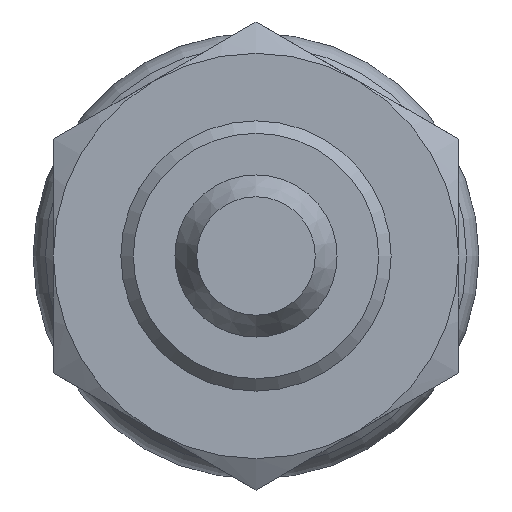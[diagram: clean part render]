
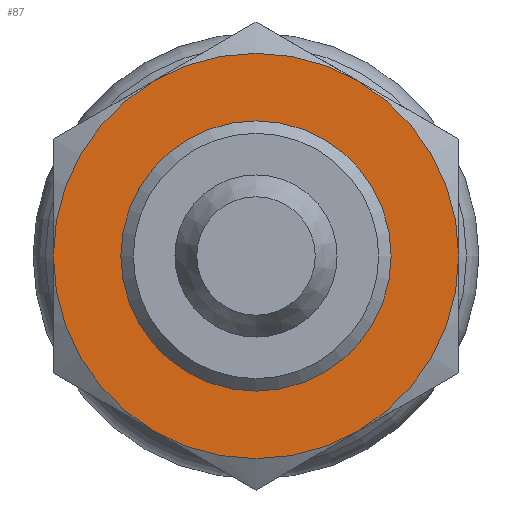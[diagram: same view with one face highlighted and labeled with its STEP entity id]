
A CAD part, front view. The second image highlights one B-rep face of the part: STEP entity #87.
In plain terms, the highlighted planar face has unit normal (0, -1, 0).
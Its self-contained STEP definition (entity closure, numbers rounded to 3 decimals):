
#87 = ADVANCED_FACE( '', ( #211, #212 ), #213, .F. );
#211 = FACE_BOUND( '', #383, .T. );
#212 = FACE_OUTER_BOUND( '', #384, .T. );
#213 = PLANE( '', #385 );
#383 = EDGE_LOOP( '', ( #576 ) );
#384 = EDGE_LOOP( '', ( #577, #578, #579, #580, #581, #582 ) );
#385 = AXIS2_PLACEMENT_3D( '', #583, #584, #585 );
#576 = ORIENTED_EDGE( '', *, *, #926, .F. );
#577 = ORIENTED_EDGE( '', *, *, #927, .T. );
#578 = ORIENTED_EDGE( '', *, *, #928, .T. );
#579 = ORIENTED_EDGE( '', *, *, #929, .T. );
#580 = ORIENTED_EDGE( '', *, *, #930, .T. );
#581 = ORIENTED_EDGE( '', *, *, #931, .T. );
#582 = ORIENTED_EDGE( '', *, *, #932, .T. );
#583 = CARTESIAN_POINT( '', ( 15., -33., 0. ) );
#584 = DIRECTION( '', ( 0., 1., 0. ) );
#585 = DIRECTION( '', ( 0., 0., 1. ) );
#926 = EDGE_CURVE( '', #1081, #1081, #1082, .F. );
#927 = EDGE_CURVE( '', #1044, #1083, #1084, .T. );
#928 = EDGE_CURVE( '', #1083, #1085, #1086, .T. );
#929 = EDGE_CURVE( '', #1085, #1087, #1088, .T. );
#930 = EDGE_CURVE( '', #1087, #1089, #1090, .T. );
#931 = EDGE_CURVE( '', #1089, #1091, #1092, .T. );
#932 = EDGE_CURVE( '', #1091, #1044, #1093, .T. );
#1044 = VERTEX_POINT( '', #1252 );
#1081 = VERTEX_POINT( '', #1334 );
#1082 = CIRCLE( '', #1335, 10. );
#1083 = VERTEX_POINT( '', #1336 );
#1084 = CIRCLE( '', #1337, 15. );
#1085 = VERTEX_POINT( '', #1338 );
#1086 = CIRCLE( '', #1339, 15. );
#1087 = VERTEX_POINT( '', #1340 );
#1088 = CIRCLE( '', #1341, 15. );
#1089 = VERTEX_POINT( '', #1342 );
#1090 = CIRCLE( '', #1343, 15. );
#1091 = VERTEX_POINT( '', #1344 );
#1092 = CIRCLE( '', #1345, 15. );
#1093 = CIRCLE( '', #1346, 15. );
#1252 = CARTESIAN_POINT( '', ( 7.5, -33., -12.99 ) );
#1334 = CARTESIAN_POINT( '', ( 0., -33., 10. ) );
#1335 = AXIS2_PLACEMENT_3D( '', #1688, #1689, #1690 );
#1336 = CARTESIAN_POINT( '', ( 15., -33., 0. ) );
#1337 = AXIS2_PLACEMENT_3D( '', #1691, #1692, #1693 );
#1338 = CARTESIAN_POINT( '', ( 7.5, -33., 12.99 ) );
#1339 = AXIS2_PLACEMENT_3D( '', #1694, #1695, #1696 );
#1340 = CARTESIAN_POINT( '', ( -7.5, -33., 12.99 ) );
#1341 = AXIS2_PLACEMENT_3D( '', #1697, #1698, #1699 );
#1342 = CARTESIAN_POINT( '', ( -15., -33., 0. ) );
#1343 = AXIS2_PLACEMENT_3D( '', #1700, #1701, #1702 );
#1344 = CARTESIAN_POINT( '', ( -7.5, -33., -12.99 ) );
#1345 = AXIS2_PLACEMENT_3D( '', #1703, #1704, #1705 );
#1346 = AXIS2_PLACEMENT_3D( '', #1706, #1707, #1708 );
#1688 = CARTESIAN_POINT( '', ( 0., -33., 0. ) );
#1689 = DIRECTION( '', ( 0., 1., 0. ) );
#1690 = DIRECTION( '', ( 0., 0., 1. ) );
#1691 = CARTESIAN_POINT( '', ( 0., -33., 0. ) );
#1692 = DIRECTION( '', ( 0., -1., 0. ) );
#1693 = DIRECTION( '', ( 0., 0., -1. ) );
#1694 = CARTESIAN_POINT( '', ( 0., -33., 0. ) );
#1695 = DIRECTION( '', ( 0., -1., 0. ) );
#1696 = DIRECTION( '', ( 0., 0., -1. ) );
#1697 = CARTESIAN_POINT( '', ( 0., -33., 0. ) );
#1698 = DIRECTION( '', ( 0., -1., 0. ) );
#1699 = DIRECTION( '', ( 0., 0., -1. ) );
#1700 = CARTESIAN_POINT( '', ( 0., -33., 0. ) );
#1701 = DIRECTION( '', ( 0., -1., 0. ) );
#1702 = DIRECTION( '', ( 0., 0., -1. ) );
#1703 = CARTESIAN_POINT( '', ( 0., -33., 0. ) );
#1704 = DIRECTION( '', ( 0., -1., 0. ) );
#1705 = DIRECTION( '', ( 0., 0., -1. ) );
#1706 = CARTESIAN_POINT( '', ( 0., -33., 0. ) );
#1707 = DIRECTION( '', ( 0., -1., 0. ) );
#1708 = DIRECTION( '', ( 0., 0., -1. ) );
